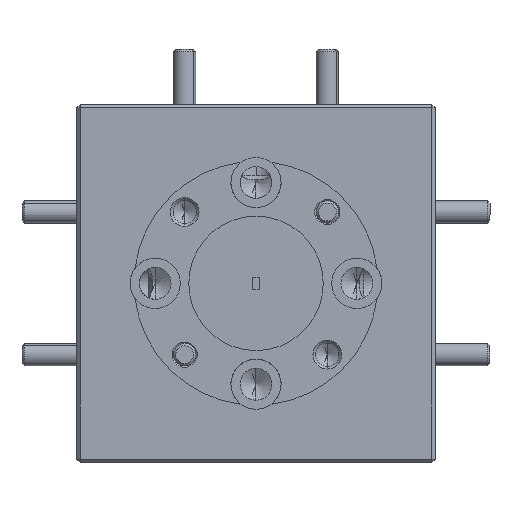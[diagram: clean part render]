
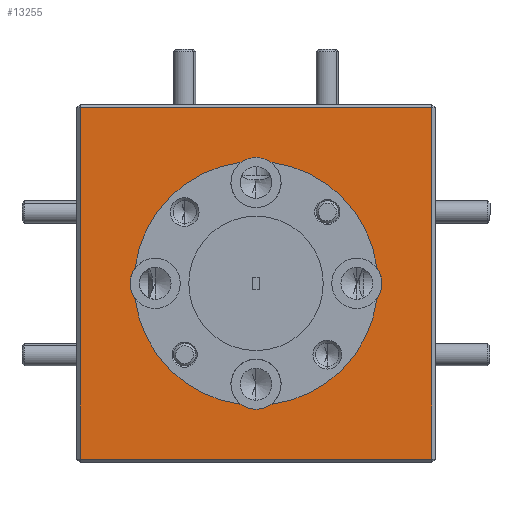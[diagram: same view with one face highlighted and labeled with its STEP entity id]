
A CAD part, front view. The second image highlights one B-rep face of the part: STEP entity #13255.
In plain terms, the highlighted planar face has unit normal (0, -1, 0).
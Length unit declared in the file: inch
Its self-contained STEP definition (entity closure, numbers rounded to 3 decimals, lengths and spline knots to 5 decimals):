
#24 = CARTESIAN_POINT ( 'NONE',  ( 0., 0., 0. ) ) ;
#183 = AXIS2_PLACEMENT_3D ( 'NONE', #3862, #5588, #25842 ) ;
#411 = DIRECTION ( 'NONE',  ( 0., 0., -1. ) ) ;
#750 = CIRCLE ( 'NONE', #2805, 0.07 ) ;
#1044 = DIRECTION ( 'NONE',  ( 0., -1., 0. ) ) ;
#1046 = AXIS2_PLACEMENT_3D ( 'NONE', #8181, #10138, #6238 ) ;
#1198 = EDGE_CURVE ( 'NONE', #25597, #21372, #25741, .T. ) ;
#1421 = CARTESIAN_POINT ( 'NONE',  ( 0.49, 0., -0.49 ) ) ;
#2011 = EDGE_LOOP ( 'NONE', ( #12644, #22741, #14467, #25177 ) ) ;
#2324 = CARTESIAN_POINT ( 'NONE',  ( 0.28125, 0., 0. ) ) ;
#2805 = AXIS2_PLACEMENT_3D ( 'NONE', #11614, #19407, #21380 ) ;
#3104 = CARTESIAN_POINT ( 'NONE',  ( 0., 0., 0.49 ) ) ;
#3162 = VERTEX_POINT ( 'NONE', #8934 ) ;
#3634 = VERTEX_POINT ( 'NONE', #9838 ) ;
#3738 = ORIENTED_EDGE ( 'NONE', *, *, #7295, .F. ) ;
#3775 = VERTEX_POINT ( 'NONE', #7328 ) ;
#3862 = CARTESIAN_POINT ( 'NONE',  ( 0., 0., 0. ) ) ;
#3930 = CARTESIAN_POINT ( 'NONE',  ( 0., 0., 0.35125 ) ) ;
#4299 = VERTEX_POINT ( 'NONE', #19486 ) ;
#4376 = EDGE_CURVE ( 'NONE', #24649, #3775, #20277, .T. ) ;
#4801 = AXIS2_PLACEMENT_3D ( 'NONE', #6829, #21110, #14800 ) ;
#4817 = CARTESIAN_POINT ( 'NONE',  ( 0., 0., 0. ) ) ;
#5204 = DIRECTION ( 'NONE',  ( 0., -1., 0. ) ) ;
#5463 = CARTESIAN_POINT ( 'NONE',  ( 0.04177, 0., 0.33743 ) ) ;
#5475 = CARTESIAN_POINT ( 'NONE',  ( 0., 0., -0.35125 ) ) ;
#5588 = DIRECTION ( 'NONE',  ( 0., -1., 0. ) ) ;
#5780 = CARTESIAN_POINT ( 'NONE',  ( -0.49, 0., 0. ) ) ;
#6040 = EDGE_LOOP ( 'NONE', ( #10821, #7923, #15848, #11901, #21149, #3738, #24585, #12199, #15538, #6664 ) ) ;
#6238 = DIRECTION ( 'NONE',  ( 0., 0., -1. ) ) ;
#6444 = EDGE_CURVE ( 'NONE', #25464, #24649, #750, .T. ) ;
#6664 = ORIENTED_EDGE ( 'NONE', *, *, #24215, .F. ) ;
#6829 = CARTESIAN_POINT ( 'NONE',  ( 0., 0., 0. ) ) ;
#7012 = DIRECTION ( 'NONE',  ( 0., 1., 0. ) ) ;
#7088 = AXIS2_PLACEMENT_3D ( 'NONE', #8495, #10693, #411 ) ;
#7295 = EDGE_CURVE ( 'NONE', #3634, #3162, #12811, .T. ) ;
#7328 = CARTESIAN_POINT ( 'NONE',  ( -0.04177, 0., 0.33743 ) ) ;
#7598 = DIRECTION ( 'NONE',  ( 0., 0., -1. ) ) ;
#7811 = CARTESIAN_POINT ( 'NONE',  ( 0., 0., -0.49 ) ) ;
#7844 = VECTOR ( 'NONE', #8863, 39.37008 ) ;
#7923 = ORIENTED_EDGE ( 'NONE', *, *, #14108, .F. ) ;
#8181 = CARTESIAN_POINT ( 'NONE',  ( 0., 0., 0.28125 ) ) ;
#8245 = CARTESIAN_POINT ( 'NONE',  ( -0.04177, 0., -0.33743 ) ) ;
#8361 = DIRECTION ( 'NONE',  ( 0., -1., 0. ) ) ;
#8495 = CARTESIAN_POINT ( 'NONE',  ( 0., 0., -0.28125 ) ) ;
#8863 = DIRECTION ( 'NONE',  ( -1., 0., 0. ) ) ;
#8934 = CARTESIAN_POINT ( 'NONE',  ( -0.33742, 0., -0.04177 ) ) ;
#9082 = CARTESIAN_POINT ( 'NONE',  ( 0.49, 0., 0. ) ) ;
#9101 = EDGE_CURVE ( 'NONE', #17692, #9233, #13693, .T. ) ;
#9233 = VERTEX_POINT ( 'NONE', #9348 ) ;
#9266 = CARTESIAN_POINT ( 'NONE',  ( 0., 0., 0. ) ) ;
#9348 = CARTESIAN_POINT ( 'NONE',  ( 0.04177, 0., -0.33743 ) ) ;
#9602 = CARTESIAN_POINT ( 'NONE',  ( -0.49, 0., 0.49 ) ) ;
#9838 = CARTESIAN_POINT ( 'NONE',  ( -0.33742, 0., 0.04177 ) ) ;
#10138 = DIRECTION ( 'NONE',  ( 0., -1., 0. ) ) ;
#10693 = DIRECTION ( 'NONE',  ( 0., -1., 0. ) ) ;
#10821 = ORIENTED_EDGE ( 'NONE', *, *, #17109, .F. ) ;
#11029 = DIRECTION ( 'NONE',  ( 0., 0., -1. ) ) ;
#11032 = DIRECTION ( 'NONE',  ( 0., 0., 1. ) ) ;
#11064 = EDGE_CURVE ( 'NONE', #13925, #17692, #20885, .T. ) ;
#11320 = DIRECTION ( 'NONE',  ( 1., 0., 0. ) ) ;
#11455 = VECTOR ( 'NONE', #7598, 39.37008 ) ;
#11614 = CARTESIAN_POINT ( 'NONE',  ( 0., 0., 0.28125 ) ) ;
#11901 = ORIENTED_EDGE ( 'NONE', *, *, #11064, .F. ) ;
#11942 = EDGE_CURVE ( 'NONE', #21372, #4299, #20899, .T. ) ;
#12067 = CARTESIAN_POINT ( 'NONE',  ( -0.49, 0., -0.49 ) ) ;
#12129 = LINE ( 'NONE', #5780, #11455 ) ;
#12199 = ORIENTED_EDGE ( 'NONE', *, *, #4376, .F. ) ;
#12644 = ORIENTED_EDGE ( 'NONE', *, *, #21312, .T. ) ;
#12684 = CIRCLE ( 'NONE', #183, 0.34 ) ;
#12811 = CIRCLE ( 'NONE', #24113, 0.07 ) ;
#12873 = AXIS2_PLACEMENT_3D ( 'NONE', #2324, #8361, #24458 ) ;
#12996 = AXIS2_PLACEMENT_3D ( 'NONE', #4817, #7012, #11032 ) ;
#13255 = ADVANCED_FACE ( 'NONE', ( #14860, #24799 ), #23126, .F. ) ;
#13693 = CIRCLE ( 'NONE', #16651, 0.07 ) ;
#13925 = VERTEX_POINT ( 'NONE', #8245 ) ;
#14108 = EDGE_CURVE ( 'NONE', #9233, #22644, #21092, .T. ) ;
#14109 = DIRECTION ( 'NONE',  ( 0., 0., -1. ) ) ;
#14467 = ORIENTED_EDGE ( 'NONE', *, *, #1198, .T. ) ;
#14732 = CARTESIAN_POINT ( 'NONE',  ( 0., 0., -0.28125 ) ) ;
#14800 = DIRECTION ( 'NONE',  ( 0., 0., -1. ) ) ;
#14860 = FACE_OUTER_BOUND ( 'NONE', #2011, .T. ) ;
#15538 = ORIENTED_EDGE ( 'NONE', *, *, #6444, .F. ) ;
#15719 = DIRECTION ( 'NONE',  ( 0., -1., 0. ) ) ;
#15764 = CARTESIAN_POINT ( 'NONE',  ( 0.33743, 0., -0.04177 ) ) ;
#15848 = ORIENTED_EDGE ( 'NONE', *, *, #9101, .F. ) ;
#16040 = EDGE_CURVE ( 'NONE', #3775, #3634, #19121, .T. ) ;
#16081 = AXIS2_PLACEMENT_3D ( 'NONE', #24, #15719, #14109 ) ;
#16651 = AXIS2_PLACEMENT_3D ( 'NONE', #14732, #5204, #11029 ) ;
#17109 = EDGE_CURVE ( 'NONE', #22644, #17145, #21303, .T. ) ;
#17145 = VERTEX_POINT ( 'NONE', #22914 ) ;
#17147 = DIRECTION ( 'NONE',  ( 0., 0., -1. ) ) ;
#17692 = VERTEX_POINT ( 'NONE', #5475 ) ;
#18826 = VECTOR ( 'NONE', #21162, 39.37008 ) ;
#19121 = CIRCLE ( 'NONE', #24523, 0.34 ) ;
#19407 = DIRECTION ( 'NONE',  ( 0., -1., 0. ) ) ;
#19486 = CARTESIAN_POINT ( 'NONE',  ( 0.49, 0., 0.49 ) ) ;
#20277 = CIRCLE ( 'NONE', #1046, 0.07 ) ;
#20658 = CARTESIAN_POINT ( 'NONE',  ( -0.28125, 0., 0. ) ) ;
#20885 = CIRCLE ( 'NONE', #7088, 0.07 ) ;
#20899 = LINE ( 'NONE', #9082, #18826 ) ;
#21071 = LINE ( 'NONE', #3104, #7844 ) ;
#21092 = CIRCLE ( 'NONE', #4801, 0.34 ) ;
#21110 = DIRECTION ( 'NONE',  ( 0., -1., 0. ) ) ;
#21149 = ORIENTED_EDGE ( 'NONE', *, *, #24712, .F. ) ;
#21162 = DIRECTION ( 'NONE',  ( 0., 0., 1. ) ) ;
#21303 = CIRCLE ( 'NONE', #12873, 0.07 ) ;
#21312 = EDGE_CURVE ( 'NONE', #4299, #21959, #21071, .T. ) ;
#21372 = VERTEX_POINT ( 'NONE', #1421 ) ;
#21380 = DIRECTION ( 'NONE',  ( 0., 0., -1. ) ) ;
#21959 = VERTEX_POINT ( 'NONE', #9602 ) ;
#22636 = DIRECTION ( 'NONE',  ( 0., -1., 0. ) ) ;
#22644 = VERTEX_POINT ( 'NONE', #15764 ) ;
#22741 = ORIENTED_EDGE ( 'NONE', *, *, #24747, .T. ) ;
#22914 = CARTESIAN_POINT ( 'NONE',  ( 0.33743, 0., 0.04177 ) ) ;
#23025 = VECTOR ( 'NONE', #11320, 39.37008 ) ;
#23126 = PLANE ( 'NONE',  #12996 ) ;
#24028 = CIRCLE ( 'NONE', #16081, 0.34 ) ;
#24113 = AXIS2_PLACEMENT_3D ( 'NONE', #20658, #22636, #24944 ) ;
#24215 = EDGE_CURVE ( 'NONE', #17145, #25464, #12684, .T. ) ;
#24458 = DIRECTION ( 'NONE',  ( 0., 0., -1. ) ) ;
#24523 = AXIS2_PLACEMENT_3D ( 'NONE', #9266, #1044, #17147 ) ;
#24585 = ORIENTED_EDGE ( 'NONE', *, *, #16040, .F. ) ;
#24649 = VERTEX_POINT ( 'NONE', #3930 ) ;
#24712 = EDGE_CURVE ( 'NONE', #3162, #13925, #24028, .T. ) ;
#24747 = EDGE_CURVE ( 'NONE', #21959, #25597, #12129, .T. ) ;
#24799 = FACE_BOUND ( 'NONE', #6040, .T. ) ;
#24944 = DIRECTION ( 'NONE',  ( 0., 0., -1. ) ) ;
#25177 = ORIENTED_EDGE ( 'NONE', *, *, #11942, .T. ) ;
#25464 = VERTEX_POINT ( 'NONE', #5463 ) ;
#25597 = VERTEX_POINT ( 'NONE', #12067 ) ;
#25741 = LINE ( 'NONE', #7811, #23025 ) ;
#25842 = DIRECTION ( 'NONE',  ( 0., 0., -1. ) ) ;
